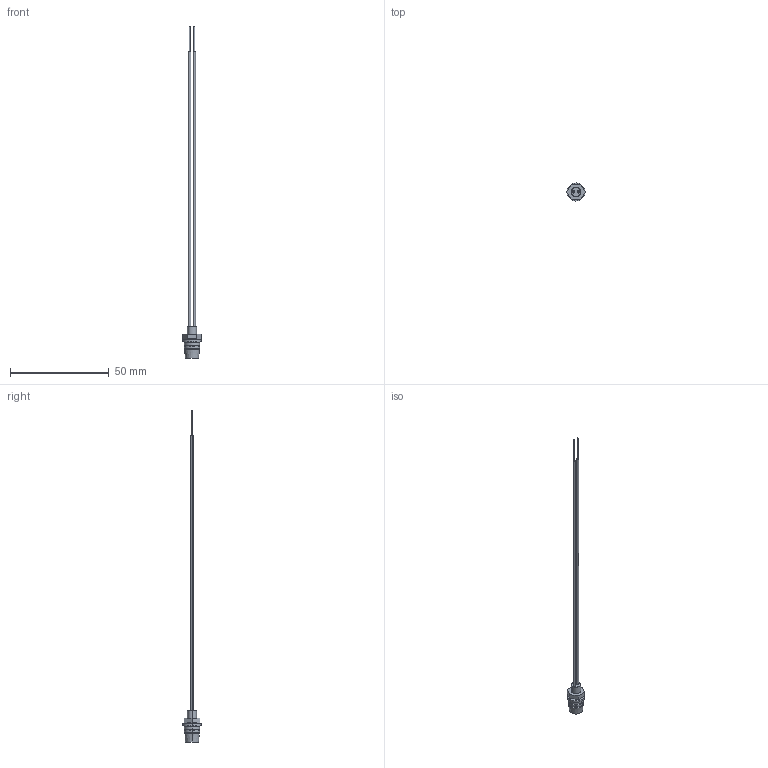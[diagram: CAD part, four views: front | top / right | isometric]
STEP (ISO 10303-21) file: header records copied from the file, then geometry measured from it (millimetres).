
FILE_DESCRIPTION (( 'STEP AP203' ), '1' );
FILE_NAME ('L60D Assembly Reference, 01022017TS.STEP', '2017-02-01T23:23:34', ( '' ), ( '' ), 'SwSTEP 2.0', 'SolidWorks 2016', '' );
FILE_SCHEMA (( 'CONFIG_CONTROL_DESIGN' ));
Length unit declared in the file: inch
Products named in the file (1): L60D Assembly Reference, 01022017TS
Bounding box: 9.24 x 9.14 x 168.4 mm (x, y, z)
Volume: 846.7 mm3; surface area: 1930.6 mm2
Topology: 7 solids, 7 shells, 77 faces, 174 edges, 113 vertices
Faces by surface type: cylinder 40, plane 27, cone 6, sphere 2, bspline 2
Entity records: 4393 total; most frequent: CARTESIAN_POINT 2629, DIRECTION 355, ORIENTED_EDGE 340, EDGE_CURVE 170, AXIS2_PLACEMENT_3D 142, VERTEX_POINT 111, EDGE_LOOP 87, ADVANCED_FACE 77
